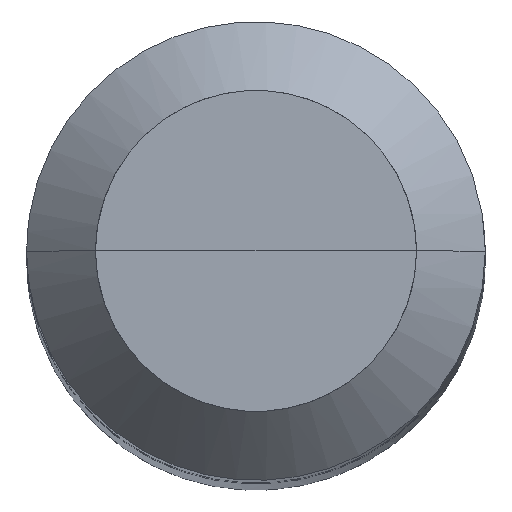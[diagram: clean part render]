
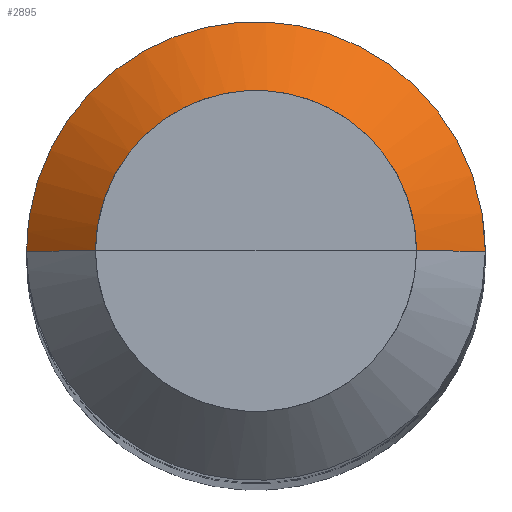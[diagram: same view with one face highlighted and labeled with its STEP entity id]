
A CAD part, top view. The second image highlights one B-rep face of the part: STEP entity #2895.
In plain terms, the highlighted free-form (B-spline) face has degree [1, 2] with [2, 5] control points.
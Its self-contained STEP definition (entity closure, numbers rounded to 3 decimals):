
#2687=CARTESIAN_POINT('',(8.0,0.0,45.6));
#2688=CARTESIAN_POINT('',(8.0,8.0,45.6));
#2689=CARTESIAN_POINT('',(0.0,8.0,45.6));
#2690=CARTESIAN_POINT('',(-8.0,8.0,45.6));
#2691=CARTESIAN_POINT('',(-8.0,0.0,45.6));
#2692=CARTESIAN_POINT('',(5.6,0.0,48.0));
#2693=CARTESIAN_POINT('',(5.6,5.6,48.0));
#2694=CARTESIAN_POINT('',(0.0,5.6,48.0));
#2695=CARTESIAN_POINT('',(-5.6,5.6,48.0));
#2696=CARTESIAN_POINT('',(-5.6,0.0,48.0));
#2876=(
BOUNDED_SURFACE()
B_SPLINE_SURFACE(1,2,(
(#2687,#2688,#2689,#2690,#2691),
(#2692,#2693,#2694,#2695,#2696)
), .UNSPECIFIED.,.F.,.F.,.F.)
B_SPLINE_SURFACE_WITH_KNOTS((2,2),(3,2,3),(
0.0,1.0),(
0.0,0.5,1.0), .UNSPECIFIED.)
GEOMETRIC_REPRESENTATION_ITEM()
RATIONAL_B_SPLINE_SURFACE(((1.0,0.707,1.0,0.707,1.0),
(1.0,0.707,1.0,0.707,1.0)
))
REPRESENTATION_ITEM('')
SURFACE()
);
#2877=(
BOUNDED_CURVE()
B_SPLINE_CURVE(1,(#2692,#2687),.UNSPECIFIED.,.F.,.F.)
B_SPLINE_CURVE_WITH_KNOTS((2,2),
(0.0,1.0),.UNSPECIFIED.)
CURVE()
GEOMETRIC_REPRESENTATION_ITEM()
RATIONAL_B_SPLINE_CURVE((1.0,1.0))
REPRESENTATION_ITEM('')
);
#2878=(
BOUNDED_CURVE()
B_SPLINE_CURVE(2,(#2687,#2688,#2689,#2690,#2691),.UNSPECIFIED.,.F.,.F.)
B_SPLINE_CURVE_WITH_KNOTS((3,2,3),
(0.0,0.5,1.0),.UNSPECIFIED.)
CURVE()
GEOMETRIC_REPRESENTATION_ITEM()
RATIONAL_B_SPLINE_CURVE((1.0,0.707,1.0,0.707,1.0))
REPRESENTATION_ITEM('')
);
#2879=(
BOUNDED_CURVE()
B_SPLINE_CURVE(1,(#2691,#2696),.UNSPECIFIED.,.F.,.F.)
B_SPLINE_CURVE_WITH_KNOTS((2,2),
(0.0,1.0),.UNSPECIFIED.)
CURVE()
GEOMETRIC_REPRESENTATION_ITEM()
RATIONAL_B_SPLINE_CURVE((1.0,1.0))
REPRESENTATION_ITEM('')
);
#2880=(
BOUNDED_CURVE()
B_SPLINE_CURVE(2,(#2696,#2695,#2694,#2693,#2692),.UNSPECIFIED.,.F.,.F.)
B_SPLINE_CURVE_WITH_KNOTS((3,2,3),
(0.0,0.5,1.0),.UNSPECIFIED.)
CURVE()
GEOMETRIC_REPRESENTATION_ITEM()
RATIONAL_B_SPLINE_CURVE((1.0,0.707,1.0,0.707,1.0))
REPRESENTATION_ITEM('')
);
#2881=VERTEX_POINT('',#2687);
#2882=VERTEX_POINT('',#2691);
#2883=VERTEX_POINT('',#2692);
#2884=VERTEX_POINT('',#2696);
#2885=EDGE_CURVE('',#2883,#2881,#2877,.T.);
#2886=EDGE_CURVE('',#2881,#2882,#2878,.T.);
#2887=EDGE_CURVE('',#2882,#2884,#2879,.T.);
#2888=EDGE_CURVE('',#2884,#2883,#2880,.T.);
#2889=ORIENTED_EDGE('',*,*,#2885,.T.);
#2890=ORIENTED_EDGE('',*,*,#2886,.T.);
#2891=ORIENTED_EDGE('',*,*,#2887,.T.);
#2892=ORIENTED_EDGE('',*,*,#2888,.T.);
#2893=EDGE_LOOP('',(#2889,#2890,#2891,#2892));
#2894=FACE_OUTER_BOUND('',#2893,.T.);
#2895=ADVANCED_FACE('',(#2894),#2876,.T.);
